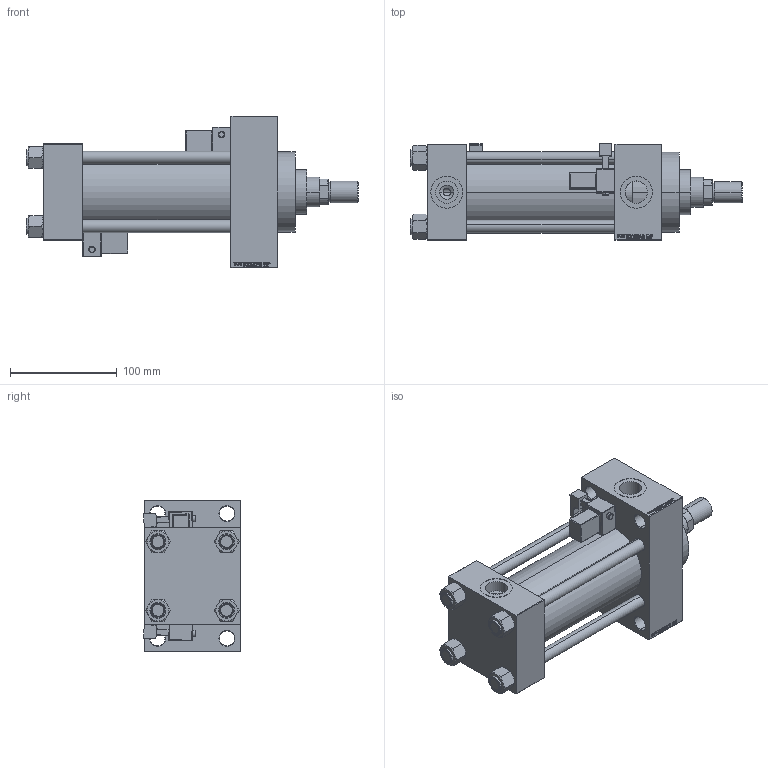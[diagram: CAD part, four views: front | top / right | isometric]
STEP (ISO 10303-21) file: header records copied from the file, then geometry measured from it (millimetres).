
FILE_DESCRIPTION (( 'STEP AP203' ), '1' );
FILE_NAME ('fd3f.STEP', '2024-06-06T07:27:15', ( '' ), ( '' ), 'SwSTEP 2.0', 'SolidWorks 2019', '' );
FILE_SCHEMA (( 'CONFIG_CONTROL_DESIGN' ));
Length unit declared in the file: millimetre
Products named in the file (8): fd3f; V215CR_MSU 150b84fb732d184f75f91b6a5696e9b2; NUT_M5_D 150b84fb732d184f75f91b6a5696e9b2; V215CR_VCP_D 150b84fb732d184f75f91b6a5696e9b2; V215CR_D_TYCINKA 150b84fb732d184f75f91b6a5696e9b2; ROD_END_AH 150b84fb732d184f75f91b6a5696e9b2; V215_VC_A 150b84fb732d184f75f91b6a5696e9b2; V215CR_D_Body 150b84fb732d184f75f91b6a5696e9b2
Assembly tree (14 placements, depth 2):
  fd3f
    V215CR_D_Body 150b84fb732d184f75f91b6a5696e9b2
    V215CR_VCP_D 150b84fb732d184f75f91b6a5696e9b2
    NUT_M5_D 150b84fb732d184f75f91b6a5696e9b2  x4
    V215CR_D_TYCINKA 150b84fb732d184f75f91b6a5696e9b2  x4
    V215_VC_A 150b84fb732d184f75f91b6a5696e9b2
    ROD_END_AH 150b84fb732d184f75f91b6a5696e9b2
    V215CR_MSU 150b84fb732d184f75f91b6a5696e9b2  x2
Bounding box: 311 x 90.53 x 142 mm (x, y, z)
Volume: 1281367.6 mm3; surface area: 267292 mm2
Topology: 14 solids, 14 shells, 1271 faces, 3135 edges, 1989 vertices
Faces by surface type: plane 559, bspline 368, cylinder 152, cone 146, sphere 24, torus 22
Entity records: 49878 total; most frequent: CARTESIAN_POINT 25479, ORIENTED_EDGE 5380, DIRECTION 3658, EDGE_CURVE 2690, VERTEX_POINT 1749, LINE 1610, VECTOR 1610, EDGE_LOOP 1211
